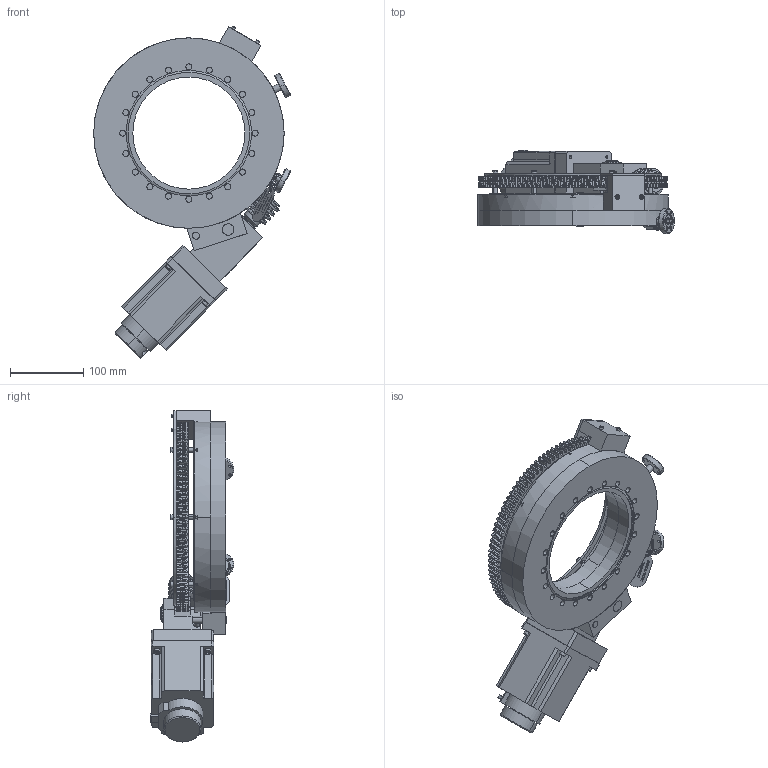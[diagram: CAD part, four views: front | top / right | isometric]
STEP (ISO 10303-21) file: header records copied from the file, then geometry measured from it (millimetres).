
FILE_DESCRIPTION (( 'STEP AP214' ), '1' );
FILE_NAME ('SLO-EX, RNN-600_MS_EDR-400.STEP', '2020-09-24T16:17:29', ( '' ), ( '' ), 'SwSTEP 2.0', 'SolidWorks 2010', '' );
FILE_SCHEMA (( 'AUTOMOTIVE_DESIGN' ));
Length unit declared in the file: inch
Products named in the file (1): SLO-EX, RNN-600_MS_EDR-400
Bounding box: 268.87 x 114 x 453.8 mm (x, y, z)
Surface area: 452588.4 mm2 (no closed solid volume)
Topology: 0 solids, 297 shells, 2205 faces, 11957 edges, 9583 vertices
Faces by surface type: cylinder 1070, plane 813, torus 178, cone 117, bspline 27
Entity records: 183648 total; most frequent: CARTESIAN_POINT 70899, ORIENTED_EDGE 16765, DIRECTION 14699, EDGE_CURVE 11923, VERTEX_POINT 9583, LINE 5821, VECTOR 5821, AXIS2_PLACEMENT_3D 4439
